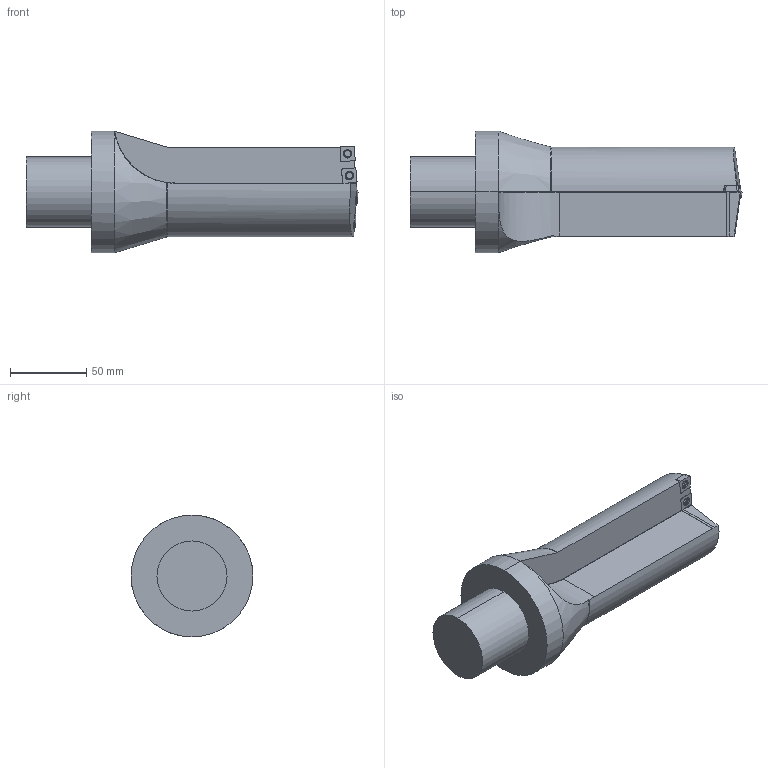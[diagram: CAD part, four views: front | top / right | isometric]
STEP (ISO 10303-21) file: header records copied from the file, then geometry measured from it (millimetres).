
FILE_DESCRIPTION((''),'2;1');
FILE_NAME('1087960098_ASM','2021-02-04T08:35:10',('thiemer'),(''),'CREO PARAMETRIC BY PTC INC, 2020053','CREO PARAMETRIC BY PTC INC, 2020053','');
FILE_SCHEMA(('AP242_MANAGED_MODEL_BASED_3D_ENGINEERING_MIM_LF { 1 0 10303 442 1 1 4 }'));
Length unit declared in the file: millimetre
Products named in the file (3): 1087960098NC; 1087960098C; 1087960098_ASM
Assembly tree (5 placements, depth 2):
  1087960098_ASM
    1087960098NC
    1087960098C  x4
Bounding box: 218 x 80 x 80 mm (x, y, z)
Volume: 451764.6 mm3; surface area: 53050.9 mm2
Topology: 5 solids, 5 shells, 126 faces, 450 edges, 336 vertices
Faces by surface type: plane 55, cylinder 47, torus 14, cone 10
Entity records: 4738 total; most frequent: CARTESIAN_POINT 733, DIRECTION 523, ORIENTED_EDGE 358, PRESENTATION_STYLE_ASSIGNMENT 301, STYLED_ITEM 301, CURVE_STYLE 298, VECTOR 189, LINE 189
